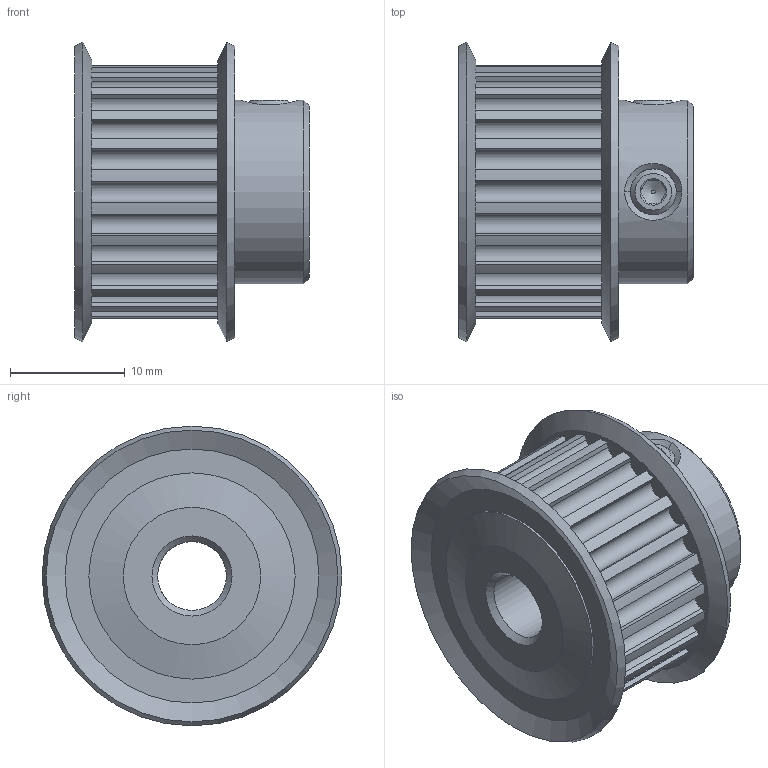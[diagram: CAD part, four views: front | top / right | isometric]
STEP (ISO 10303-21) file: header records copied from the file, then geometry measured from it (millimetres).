
FILE_DESCRIPTION(('FreeCAD Model'),'2;1');
FILE_NAME('Open CASCADE Shape Model','2024-11-09T20:17:19',(''),(''), 'Open CASCADE STEP processor 7.6','FreeCAD','Unknown');
FILE_SCHEMA(('CONFIG_CONTROL_DESIGN','SHAPE_APPEARANCE_LAYER_MIM'));
Length unit declared in the file: millimetre
Products named in the file (4): HTD_3M_24_Tooth_Pulley_6mm_Bore; Chamfer001; M4x5-Screw; M4x5-Screw001
Assembly tree (3 placements, depth 2):
  HTD_3M_24_Tooth_Pulley_6mm_Bore
    Chamfer001
    M4x5-Screw
    M4x5-Screw001
Bounding box: 20.5 x 26.16 x 26.16 mm (x, y, z)
Volume: 5529.4 mm3; surface area: 3700 mm2
Topology: 3 solids, 3 shells, 150 faces, 493 edges, 353 vertices
Faces by surface type: plane 72, cylinder 56, cone 19, bspline 3
Full cylindrical faces by diameter (mm): 4 x4, 6 x1, 16 x1, 18 x2
Entity records: 13514 total; most frequent: CARTESIAN_POINT 3666, DIRECTION 1853, ORIENTED_EDGE 986, PCURVE 986, DEFINITIONAL_REPRESENTATION 986, LINE 847, VECTOR 847, EDGE_CURVE 493
